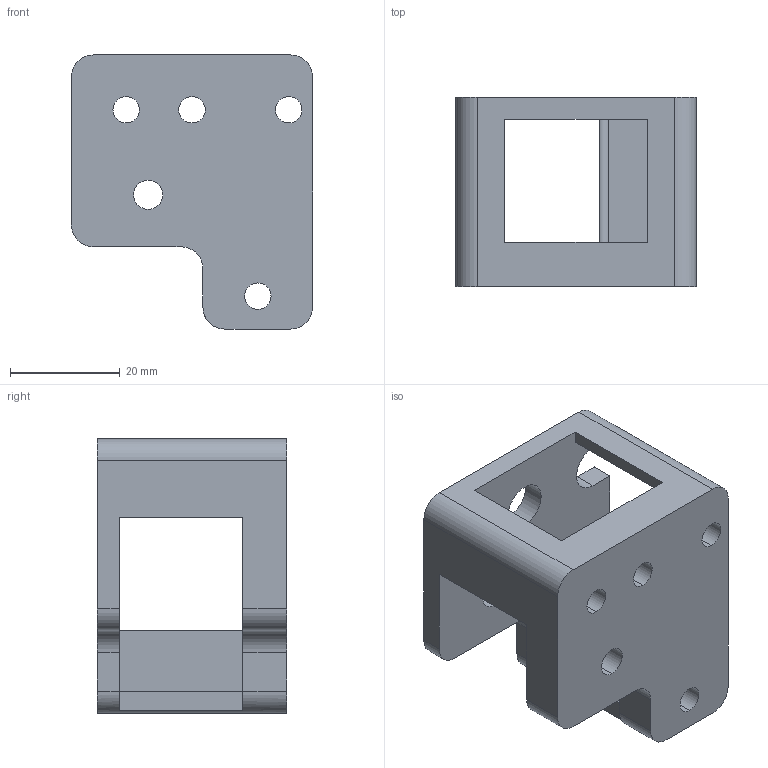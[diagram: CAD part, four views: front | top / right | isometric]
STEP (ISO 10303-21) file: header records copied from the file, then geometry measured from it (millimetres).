
FILE_DESCRIPTION (( 'STEP AP214' ), '1' );
FILE_NAME ('Corner_Pully_Right_POM-Wheels.STEP', '2021-08-15T09:13:07', ( '' ), ( '' ), 'SwSTEP 2.0', 'SolidWorks 2020', '' );
FILE_SCHEMA (( 'AUTOMOTIVE_DESIGN' ));
Length unit declared in the file: millimetre
Products named in the file (1): Corner_Pully_Right_POM-Wheels
Bounding box: 44 x 34.5 x 50 mm (x, y, z)
Volume: 23182.9 mm3; surface area: 12593.1 mm2
Topology: 1 solids, 1 shells, 57 faces, 175 edges, 116 vertices
Faces by surface type: cylinder 31, plane 26
Entity records: 2057 total; most frequent: DIRECTION 357, ORIENTED_EDGE 350, CARTESIAN_POINT 349, EDGE_CURVE 175, AXIS2_PLACEMENT_3D 124, VERTEX_POINT 116, LINE 109, VECTOR 109
